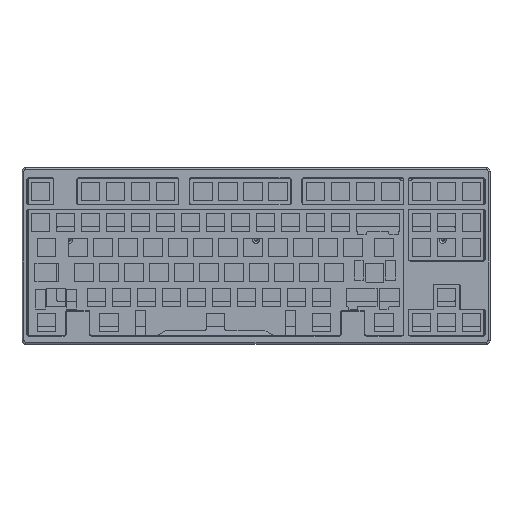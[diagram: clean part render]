
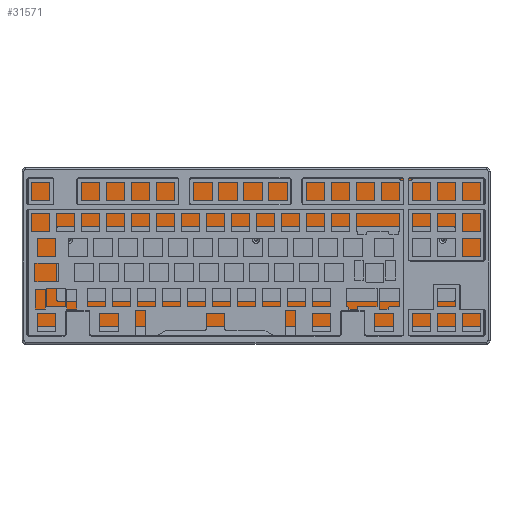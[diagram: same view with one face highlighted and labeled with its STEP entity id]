
A CAD part, top view. The second image highlights one B-rep face of the part: STEP entity #31571.
In plain terms, the highlighted planar face has unit normal (0, 0, 1).
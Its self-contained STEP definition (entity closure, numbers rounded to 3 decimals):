
#417=FACE_BOUND('',#4713,.T.);
#1239=PLANE('',#34751);
#2793=FACE_OUTER_BOUND('',#4712,.T.);
#4712=EDGE_LOOP('',(#28664,#28665,#28666,#28667,#28668,#28669));
#4713=EDGE_LOOP('',(#28670,#28671,#28672,#28673,#28674,#28675,#28676,#28677));
#7320=LINE('',#52067,#10306);
#7397=LINE('',#52375,#10383);
#7409=LINE('',#52411,#10395);
#7413=LINE('',#52420,#10399);
#7414=LINE('',#52422,#10400);
#7448=LINE('',#52512,#10434);
#7673=LINE('',#53466,#10659);
#7674=LINE('',#53473,#10660);
#10306=VECTOR('',#42660,10.);
#10383=VECTOR('',#42953,10.);
#10395=VECTOR('',#42989,10.);
#10399=VECTOR('',#43001,10.);
#10400=VECTOR('',#43004,10.);
#10434=VECTOR('',#43076,10.);
#10659=VECTOR('',#43787,10.);
#10660=VECTOR('',#43798,10.);
#12169=CIRCLE('',#34463,2.);
#12175=CIRCLE('',#34474,2.);
#12177=CIRCLE('',#34477,2.);
#12179=CIRCLE('',#34483,2.);
#12309=CIRCLE('',#34749,2.);
#12311=CIRCLE('',#34752,2.);
#14897=VERTEX_POINT('',#52064);
#14898=VERTEX_POINT('',#52066);
#14981=VERTEX_POINT('',#52354);
#14982=VERTEX_POINT('',#52356);
#14989=VERTEX_POINT('',#52374);
#14995=VERTEX_POINT('',#52392);
#14998=VERTEX_POINT('',#52399);
#14999=VERTEX_POINT('',#52401);
#15001=VERTEX_POINT('',#52410);
#15002=VERTEX_POINT('',#52416);
#15038=VERTEX_POINT('',#52509);
#15039=VERTEX_POINT('',#52511);
#15301=VERTEX_POINT('',#53464);
#15302=VERTEX_POINT('',#53471);
#19224=EDGE_CURVE('',#14897,#14898,#7320,.T.);
#19351=EDGE_CURVE('',#14981,#14982,#12169,.T.);
#19360=EDGE_CURVE('',#14989,#14982,#7397,.T.);
#19369=EDGE_CURVE('',#14989,#14995,#12175,.T.);
#19373=EDGE_CURVE('',#14998,#14999,#12177,.T.);
#19378=EDGE_CURVE('',#15001,#14999,#7409,.T.);
#19381=EDGE_CURVE('',#15001,#15002,#12179,.T.);
#19383=EDGE_CURVE('',#14981,#15002,#7413,.T.);
#19384=EDGE_CURVE('',#14998,#14995,#7414,.T.);
#19428=EDGE_CURVE('',#15039,#15038,#7448,.T.);
#19806=EDGE_CURVE('',#14897,#15301,#7673,.T.);
#19807=EDGE_CURVE('',#15301,#15039,#12309,.T.);
#19809=EDGE_CURVE('',#15038,#15302,#12311,.T.);
#19810=EDGE_CURVE('',#14898,#15302,#7674,.F.);
#28664=ORIENTED_EDGE('',*,*,#19807,.T.);
#28665=ORIENTED_EDGE('',*,*,#19428,.T.);
#28666=ORIENTED_EDGE('',*,*,#19809,.T.);
#28667=ORIENTED_EDGE('',*,*,#19810,.F.);
#28668=ORIENTED_EDGE('',*,*,#19224,.F.);
#28669=ORIENTED_EDGE('',*,*,#19806,.T.);
#28670=ORIENTED_EDGE('',*,*,#19378,.T.);
#28671=ORIENTED_EDGE('',*,*,#19373,.F.);
#28672=ORIENTED_EDGE('',*,*,#19384,.T.);
#28673=ORIENTED_EDGE('',*,*,#19369,.F.);
#28674=ORIENTED_EDGE('',*,*,#19360,.T.);
#28675=ORIENTED_EDGE('',*,*,#19351,.F.);
#28676=ORIENTED_EDGE('',*,*,#19383,.T.);
#28677=ORIENTED_EDGE('',*,*,#19381,.F.);
#31571=ADVANCED_FACE('',(#2793,#417),#1239,.F.);
#34463=AXIS2_PLACEMENT_3D('',#52357,#42936,#42937);
#34474=AXIS2_PLACEMENT_3D('',#52393,#42970,#42971);
#34477=AXIS2_PLACEMENT_3D('',#52402,#42978,#42979);
#34483=AXIS2_PLACEMENT_3D('',#52417,#42996,#42997);
#34749=AXIS2_PLACEMENT_3D('',#53468,#43790,#43791);
#34751=AXIS2_PLACEMENT_3D('',#53470,#43794,#43795);
#34752=AXIS2_PLACEMENT_3D('',#53472,#43796,#43797);
#42660=DIRECTION('',(-1.,0.,0.));
#42936=DIRECTION('center_axis',(0.,0.,1.));
#42937=DIRECTION('ref_axis',(-0.707,0.707,0.));
#42953=DIRECTION('',(0.,1.,0.));
#42970=DIRECTION('center_axis',(0.,0.,1.));
#42971=DIRECTION('ref_axis',(-0.707,-0.707,0.));
#42978=DIRECTION('center_axis',(0.,0.,1.));
#42979=DIRECTION('ref_axis',(0.707,-0.707,0.));
#42989=DIRECTION('',(0.,-1.,0.));
#42996=DIRECTION('center_axis',(0.,0.,1.));
#42997=DIRECTION('ref_axis',(0.707,0.707,0.));
#43001=DIRECTION('',(1.,0.,0.));
#43004=DIRECTION('',(-1.,0.,0.));
#43076=DIRECTION('',(-1.,0.,0.));
#43787=DIRECTION('',(0.,1.,0.));
#43790=DIRECTION('center_axis',(0.,0.,1.));
#43791=DIRECTION('ref_axis',(0.707,0.707,0.));
#43794=DIRECTION('center_axis',(0.,0.,-1.));
#43795=DIRECTION('ref_axis',(0.,-1.,0.));
#43796=DIRECTION('center_axis',(0.,0.,1.));
#43797=DIRECTION('ref_axis',(-0.707,0.707,0.));
#43798=DIRECTION('',(0.,-1.,0.));
#52064=CARTESIAN_POINT('',(348.138,-112.637,-0.4));
#52066=CARTESIAN_POINT('',(-0.475,-112.637,-0.4));
#52067=CARTESIAN_POINT('',(348.138,-112.637,-0.4));
#52354=CARTESIAN_POINT('',(23.575,-36.313,-0.4));
#52356=CARTESIAN_POINT('',(21.575,-38.313,-0.4));
#52357=CARTESIAN_POINT('Origin',(23.575,-38.313,-0.4));
#52374=CARTESIAN_POINT('',(21.575,-91.488,-0.4));
#52375=CARTESIAN_POINT('',(21.575,-46.506,-0.4));
#52392=CARTESIAN_POINT('',(23.575,-93.488,-0.4));
#52393=CARTESIAN_POINT('Origin',(23.575,-91.488,-0.4));
#52399=CARTESIAN_POINT('',(324.088,-93.488,-0.4));
#52401=CARTESIAN_POINT('',(326.088,-91.488,-0.4));
#52402=CARTESIAN_POINT('Origin',(324.088,-91.488,-0.4));
#52410=CARTESIAN_POINT('',(326.088,-38.313,-0.4));
#52411=CARTESIAN_POINT('',(326.088,-17.919,-0.4));
#52416=CARTESIAN_POINT('',(324.088,-36.313,-0.4));
#52417=CARTESIAN_POINT('Origin',(324.088,-38.313,-0.4));
#52420=CARTESIAN_POINT('',(184.856,-36.313,-0.4));
#52422=CARTESIAN_POINT('',(337.113,-93.488,-0.4));
#52509=CARTESIAN_POINT('',(1.525,0.475,-0.4));
#52511=CARTESIAN_POINT('',(346.138,0.475,-0.4));
#52512=CARTESIAN_POINT('',(348.138,0.475,-0.4));
#53464=CARTESIAN_POINT('',(348.138,-1.525,-0.4));
#53466=CARTESIAN_POINT('',(348.138,-126.01,-0.4));
#53468=CARTESIAN_POINT('Origin',(346.138,-1.525,-0.4));
#53470=CARTESIAN_POINT('Origin',(348.138,0.475,-0.4));
#53471=CARTESIAN_POINT('',(-0.475,-1.525,-0.4));
#53472=CARTESIAN_POINT('Origin',(1.525,-1.525,-0.4));
#53473=CARTESIAN_POINT('',(-0.475,-29.528,-0.4));
